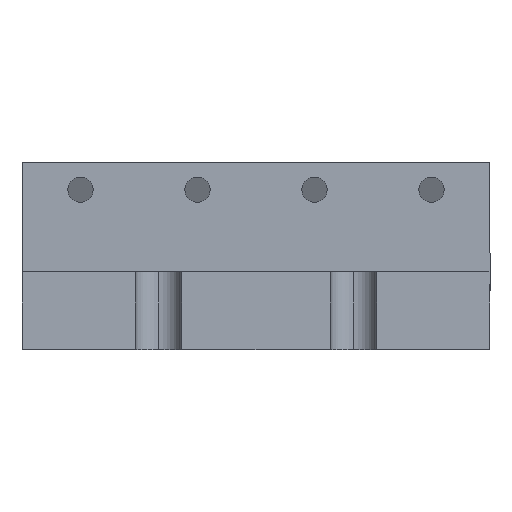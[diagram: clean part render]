
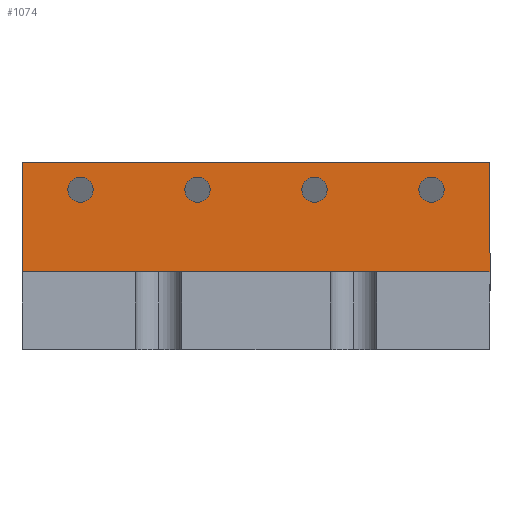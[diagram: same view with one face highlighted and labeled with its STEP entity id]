
A CAD part, left-side view. The second image highlights one B-rep face of the part: STEP entity #1074.
In plain terms, the highlighted planar face has unit normal (-1, 0, 0).
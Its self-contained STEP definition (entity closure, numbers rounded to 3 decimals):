
#7 = CARTESIAN_POINT ( 'NONE',  ( -35., 7.5, 18.879 ) ) ;
#13 = CARTESIAN_POINT ( 'NONE',  ( -35., 30., 10. ) ) ;
#16 = ORIENTED_EDGE ( 'NONE', *, *, #1135, .F. ) ;
#21 = DIRECTION ( 'NONE',  ( -1., 0., 0. ) ) ;
#29 = DIRECTION ( 'NONE',  ( -1., 0., 0. ) ) ;
#33 = DIRECTION ( 'NONE',  ( -1., 0., 0. ) ) ;
#36 = ORIENTED_EDGE ( 'NONE', *, *, #1333, .F. ) ;
#38 = CARTESIAN_POINT ( 'NONE',  ( -35., -7.5, 20.5 ) ) ;
#52 = CIRCLE ( 'NONE', #272, 1.621 ) ;
#65 = DIRECTION ( 'NONE',  ( 0., 0., 1. ) ) ;
#66 = EDGE_LOOP ( 'NONE', ( #729, #731 ) ) ;
#68 = VERTEX_POINT ( 'NONE', #557 ) ;
#69 = LINE ( 'NONE', #429, #576 ) ;
#75 = CARTESIAN_POINT ( 'NONE',  ( -35., -22.5, 18.879 ) ) ;
#101 = DIRECTION ( 'NONE',  ( 0., 0., 1. ) ) ;
#153 = EDGE_CURVE ( 'NONE', #910, #1185, #608, .T. ) ;
#166 = DIRECTION ( 'NONE',  ( -1., 0., 0. ) ) ;
#180 = DIRECTION ( 'NONE',  ( 0., 1., 0. ) ) ;
#190 = EDGE_CURVE ( 'NONE', #1185, #910, #495, .T. ) ;
#193 = AXIS2_PLACEMENT_3D ( 'NONE', #722, #1080, #180 ) ;
#202 = VERTEX_POINT ( 'NONE', #7 ) ;
#208 = CARTESIAN_POINT ( 'NONE',  ( -35., -30., 24. ) ) ;
#210 = CARTESIAN_POINT ( 'NONE',  ( -35., 22.5, 18.879 ) ) ;
#215 = EDGE_CURVE ( 'NONE', #1009, #839, #709, .T. ) ;
#226 = DIRECTION ( 'NONE',  ( 0., 0., 1. ) ) ;
#237 = ORIENTED_EDGE ( 'NONE', *, *, #190, .F. ) ;
#263 = CARTESIAN_POINT ( 'NONE',  ( -35., -30., 10. ) ) ;
#264 = CIRCLE ( 'NONE', #666, 1.621 ) ;
#266 = EDGE_LOOP ( 'NONE', ( #36, #355 ) ) ;
#267 = DIRECTION ( 'NONE',  ( 0., 0., 1. ) ) ;
#268 = ORIENTED_EDGE ( 'NONE', *, *, #1162, .T. ) ;
#270 = DIRECTION ( 'NONE',  ( 0., 0., 1. ) ) ;
#272 = AXIS2_PLACEMENT_3D ( 'NONE', #506, #166, #65 ) ;
#275 = CIRCLE ( 'NONE', #283, 1.621 ) ;
#277 = VERTEX_POINT ( 'NONE', #481 ) ;
#282 = FACE_OUTER_BOUND ( 'NONE', #1260, .T. ) ;
#283 = AXIS2_PLACEMENT_3D ( 'NONE', #767, #667, #226 ) ;
#295 = CARTESIAN_POINT ( 'NONE',  ( -35., -30., 24. ) ) ;
#355 = ORIENTED_EDGE ( 'NONE', *, *, #748, .F. ) ;
#360 = DIRECTION ( 'NONE',  ( -1., 0., 0. ) ) ;
#368 = CARTESIAN_POINT ( 'NONE',  ( -35., -22.5, 22.121 ) ) ;
#391 = VERTEX_POINT ( 'NONE', #295 ) ;
#396 = CIRCLE ( 'NONE', #1241, 1.621 ) ;
#429 = CARTESIAN_POINT ( 'NONE',  ( -35., -30., 24. ) ) ;
#434 = AXIS2_PLACEMENT_3D ( 'NONE', #795, #29, #270 ) ;
#457 = VERTEX_POINT ( 'NONE', #210 ) ;
#463 = LINE ( 'NONE', #643, #1181 ) ;
#481 = CARTESIAN_POINT ( 'NONE',  ( -35., 30., 24. ) ) ;
#493 = DIRECTION ( 'NONE',  ( 0., 0., 1. ) ) ;
#495 = CIRCLE ( 'NONE', #1270, 1.621 ) ;
#500 = LINE ( 'NONE', #208, #627 ) ;
#506 = CARTESIAN_POINT ( 'NONE',  ( -35., 22.5, 20.5 ) ) ;
#508 = DIRECTION ( 'NONE',  ( 0., 0., 1. ) ) ;
#530 = FACE_BOUND ( 'NONE', #266, .T. ) ;
#557 = CARTESIAN_POINT ( 'NONE',  ( -35., 7.5, 22.121 ) ) ;
#565 = EDGE_CURVE ( 'NONE', #724, #457, #275, .T. ) ;
#576 = VECTOR ( 'NONE', #872, 1000. ) ;
#608 = CIRCLE ( 'NONE', #688, 1.621 ) ;
#613 = FACE_BOUND ( 'NONE', #1288, .T. ) ;
#615 = CARTESIAN_POINT ( 'NONE',  ( -35., -30., 10. ) ) ;
#623 = VECTOR ( 'NONE', #927, 1000. ) ;
#627 = VECTOR ( 'NONE', #739, 1000. ) ;
#631 = ORIENTED_EDGE ( 'NONE', *, *, #1338, .F. ) ;
#641 = FACE_BOUND ( 'NONE', #745, .T. ) ;
#643 = CARTESIAN_POINT ( 'NONE',  ( -35., 30., 24. ) ) ;
#654 = DIRECTION ( 'NONE',  ( -1., 0., 0. ) ) ;
#666 = AXIS2_PLACEMENT_3D ( 'NONE', #38, #33, #493 ) ;
#667 = DIRECTION ( 'NONE',  ( -1., 0., 0. ) ) ;
#668 = CARTESIAN_POINT ( 'NONE',  ( -35., -7.5, 18.879 ) ) ;
#670 = DIRECTION ( 'NONE',  ( 0., 0., 1. ) ) ;
#688 = AXIS2_PLACEMENT_3D ( 'NONE', #1041, #360, #670 ) ;
#701 = PLANE ( 'NONE',  #193 ) ;
#709 = LINE ( 'NONE', #263, #623 ) ;
#714 = CARTESIAN_POINT ( 'NONE',  ( -35., -7.5, 22.121 ) ) ;
#722 = CARTESIAN_POINT ( 'NONE',  ( -35., -30., 24. ) ) ;
#724 = VERTEX_POINT ( 'NONE', #1209 ) ;
#729 = ORIENTED_EDGE ( 'NONE', *, *, #1115, .F. ) ;
#731 = ORIENTED_EDGE ( 'NONE', *, *, #974, .F. ) ;
#739 = DIRECTION ( 'NONE',  ( 0., 1., 0. ) ) ;
#745 = EDGE_LOOP ( 'NONE', ( #766, #237 ) ) ;
#748 = EDGE_CURVE ( 'NONE', #1387, #1083, #264, .T. ) ;
#766 = ORIENTED_EDGE ( 'NONE', *, *, #153, .F. ) ;
#767 = CARTESIAN_POINT ( 'NONE',  ( -35., 22.5, 20.5 ) ) ;
#795 = CARTESIAN_POINT ( 'NONE',  ( -35., 7.5, 20.5 ) ) ;
#806 = CIRCLE ( 'NONE', #1216, 1.621 ) ;
#807 = EDGE_CURVE ( 'NONE', #277, #839, #463, .T. ) ;
#826 = CARTESIAN_POINT ( 'NONE',  ( -35., 7.5, 20.5 ) ) ;
#839 = VERTEX_POINT ( 'NONE', #13 ) ;
#855 = DIRECTION ( 'NONE',  ( 0., 0., -1. ) ) ;
#872 = DIRECTION ( 'NONE',  ( 0., 0., -1. ) ) ;
#885 = CARTESIAN_POINT ( 'NONE',  ( -35., -7.5, 20.5 ) ) ;
#910 = VERTEX_POINT ( 'NONE', #368 ) ;
#927 = DIRECTION ( 'NONE',  ( 0., 1., 0. ) ) ;
#928 = CIRCLE ( 'NONE', #434, 1.621 ) ;
#940 = ORIENTED_EDGE ( 'NONE', *, *, #565, .F. ) ;
#960 = ORIENTED_EDGE ( 'NONE', *, *, #215, .F. ) ;
#974 = EDGE_CURVE ( 'NONE', #202, #68, #928, .T. ) ;
#1009 = VERTEX_POINT ( 'NONE', #615 ) ;
#1041 = CARTESIAN_POINT ( 'NONE',  ( -35., -22.5, 20.5 ) ) ;
#1074 = ADVANCED_FACE ( 'NONE', ( #1211, #641, #613, #282, #530 ), #701, .F. ) ;
#1080 = DIRECTION ( 'NONE',  ( 1., 0., 0. ) ) ;
#1083 = VERTEX_POINT ( 'NONE', #714 ) ;
#1115 = EDGE_CURVE ( 'NONE', #68, #202, #396, .T. ) ;
#1135 = EDGE_CURVE ( 'NONE', #457, #724, #52, .T. ) ;
#1162 = EDGE_CURVE ( 'NONE', #391, #277, #500, .T. ) ;
#1178 = DIRECTION ( 'NONE',  ( -1., 0., 0. ) ) ;
#1181 = VECTOR ( 'NONE', #855, 1000. ) ;
#1185 = VERTEX_POINT ( 'NONE', #75 ) ;
#1199 = ORIENTED_EDGE ( 'NONE', *, *, #807, .T. ) ;
#1209 = CARTESIAN_POINT ( 'NONE',  ( -35., 22.5, 22.121 ) ) ;
#1211 = FACE_BOUND ( 'NONE', #66, .T. ) ;
#1216 = AXIS2_PLACEMENT_3D ( 'NONE', #885, #654, #101 ) ;
#1241 = AXIS2_PLACEMENT_3D ( 'NONE', #826, #1178, #508 ) ;
#1254 = CARTESIAN_POINT ( 'NONE',  ( -35., -22.5, 20.5 ) ) ;
#1260 = EDGE_LOOP ( 'NONE', ( #1199, #960, #631, #268 ) ) ;
#1270 = AXIS2_PLACEMENT_3D ( 'NONE', #1254, #21, #267 ) ;
#1288 = EDGE_LOOP ( 'NONE', ( #940, #16 ) ) ;
#1333 = EDGE_CURVE ( 'NONE', #1083, #1387, #806, .T. ) ;
#1338 = EDGE_CURVE ( 'NONE', #391, #1009, #69, .T. ) ;
#1387 = VERTEX_POINT ( 'NONE', #668 ) ;
